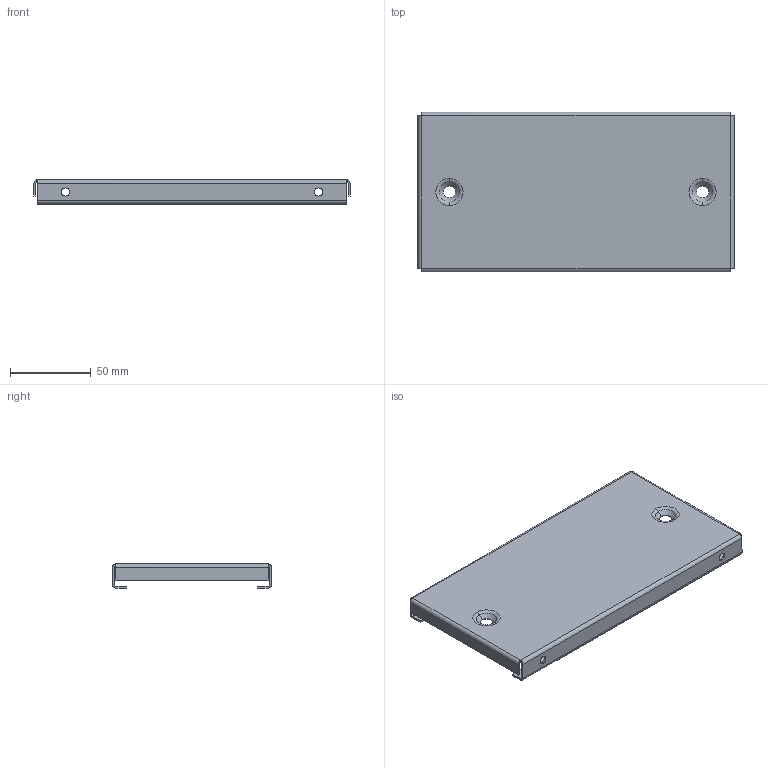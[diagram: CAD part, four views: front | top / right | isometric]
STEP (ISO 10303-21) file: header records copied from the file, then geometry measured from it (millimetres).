
FILE_DESCRIPTION (( 'STEP AP214' ), '1' );
FILE_NAME ('YKM40D-FO-PC-010-040-54 FORMAT Ïàíåëü öîêîëÿ 100õ400 IP54 IEK.STEP', '2022-09-01T12:21:40', ( '' ), ( '' ), 'SwSTEP 2.0', 'SolidWorks 2022', '' );
FILE_SCHEMA (( 'AUTOMOTIVE_DESIGN' ));
Length unit declared in the file: millimetre
Products named in the file (1): YKM40D-FO-PC-010-040-54 FORMAT Панель цоколя 100х400 IP54 IEK
Bounding box: 196 x 99 x 15 mm (x, y, z)
Volume: 34328 mm3; surface area: 58196.9 mm2
Topology: 1 solids, 1 shells, 82 faces, 176 edges, 96 vertices
Faces by surface type: plane 34, cylinder 20, cone 12, torus 8, bspline 8
Entity records: 2570 total; most frequent: CARTESIAN_POINT 779, DIRECTION 366, ORIENTED_EDGE 352, EDGE_CURVE 176, AXIS2_PLACEMENT_3D 131, LINE 104, VECTOR 104, VERTEX_POINT 96
